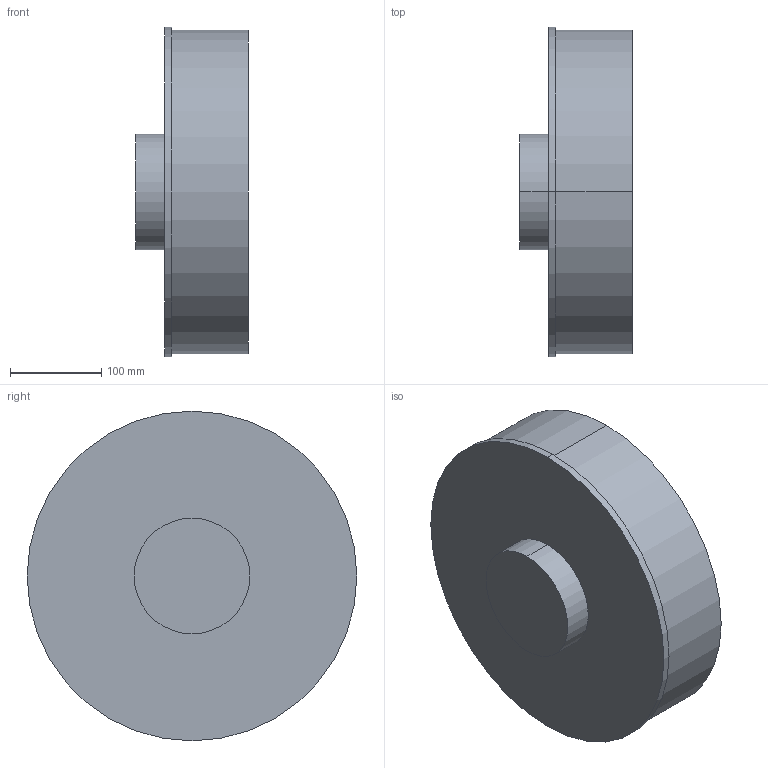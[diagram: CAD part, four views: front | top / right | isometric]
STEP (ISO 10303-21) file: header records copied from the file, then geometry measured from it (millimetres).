
FILE_DESCRIPTION (( 'STEP AP214' ), '1' );
FILE_NAME ('3LD-14.STEP', '2020-10-23T20:18:44', ( '' ), ( '' ), 'SwSTEP 2.0', 'SolidWorks 2019', '' );
FILE_SCHEMA (( 'AUTOMOTIVE_DESIGN' ));
Length unit declared in the file: inch
Products named in the file (1): 3LD-14
Bounding box: 123.83 x 361.95 x 361.95 mm (x, y, z)
Volume: 4082571.9 mm3; surface area: 423702.5 mm2
Topology: 1 solids, 1 shells, 45 faces, 248 edges, 238 vertices
Faces by surface type: plane 35, cylinder 10
Entity records: 3634 total; most frequent: CARTESIAN_POINT 1610, ORIENTED_EDGE 496, DIRECTION 285, EDGE_CURVE 248, VERTEX_POINT 238, LINE 153, VECTOR 153, EDGE_LOOP 78
